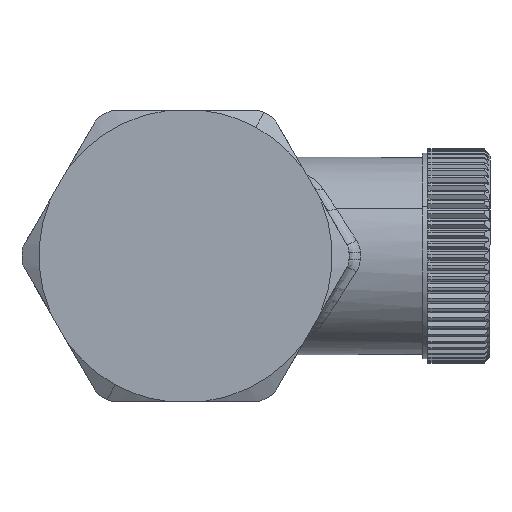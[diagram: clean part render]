
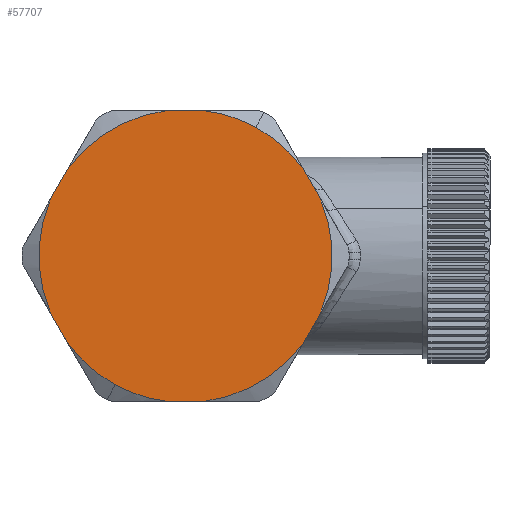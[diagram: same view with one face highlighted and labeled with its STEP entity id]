
A CAD part, left-side view. The second image highlights one B-rep face of the part: STEP entity #57707.
In plain terms, the highlighted planar face has unit normal (-1, 0, 0).
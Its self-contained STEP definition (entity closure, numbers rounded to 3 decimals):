
#41309=CARTESIAN_POINT('Vertex',(-34.,1.609,12.9)) ;
#41312=CARTESIAN_POINT('Line Origine',(-34.,0.,12.9)) ;
#41316=CARTESIAN_POINT('Vertex',(-34.,-1.609,12.9)) ;
#41378=CARTESIAN_POINT('Vertex',(-34.,11.976,5.056)) ;
#41381=CARTESIAN_POINT('Line Origine',(-34.,11.172,6.45)) ;
#41385=CARTESIAN_POINT('Vertex',(-34.,10.367,7.844)) ;
#41438=CARTESIAN_POINT('Vertex',(-34.,10.367,-7.844)) ;
#41441=CARTESIAN_POINT('Line Origine',(-34.,11.172,-6.45)) ;
#41445=CARTESIAN_POINT('Vertex',(-34.,11.976,-5.056)) ;
#41497=CARTESIAN_POINT('Vertex',(-34.,-1.609,-12.9)) ;
#41500=CARTESIAN_POINT('Line Origine',(-34.,0.,-12.9)) ;
#41504=CARTESIAN_POINT('Vertex',(-34.,1.609,-12.9)) ;
#41532=CARTESIAN_POINT('Axis2P3D Location',(-34.,0.,0.)) ;
#41536=CARTESIAN_POINT('Vertex',(-34.,6.233,-11.409)) ;
#41551=CARTESIAN_POINT('Axis2P3D Location',(-34.,0.,0.)) ;
#41565=CARTESIAN_POINT('Axis2P3D Location',(-34.,0.,0.)) ;
#41579=CARTESIAN_POINT('Axis2P3D Location',(-34.,0.,0.)) ;
#41593=CARTESIAN_POINT('Axis2P3D Location',(-34.,0.,0.)) ;
#41597=CARTESIAN_POINT('Vertex',(-34.,-6.233,11.409)) ;
#57596=CARTESIAN_POINT('Axis2P3D Location',(-34.,0.,0.)) ;
#57600=CARTESIAN_POINT('Vertex',(-34.,-10.367,-7.844)) ;
#57644=CARTESIAN_POINT('Axis2P3D Location',(-34.,0.,0.)) ;
#57648=CARTESIAN_POINT('Vertex',(-34.,-10.367,7.844)) ;
#57667=CARTESIAN_POINT('Axis2P3D Location',(-34.,0.,13.)) ;
#57672=CARTESIAN_POINT('Line Origine',(-34.,-11.172,-6.45)) ;
#57676=CARTESIAN_POINT('Vertex',(-34.,-11.976,-5.056)) ;
#57679=CARTESIAN_POINT('Axis2P3D Location',(-34.,0.,0.)) ;
#57683=CARTESIAN_POINT('Vertex',(-34.,-11.976,5.056)) ;
#57686=CARTESIAN_POINT('Line Origine',(-34.,-11.172,6.45)) ;
#41313=DIRECTION('Vector Direction',(0.,-1.,0.)) ;
#41382=DIRECTION('Vector Direction',(0.,-0.5,0.866)) ;
#41442=DIRECTION('Vector Direction',(0.,-0.5,-0.866)) ;
#41501=DIRECTION('Vector Direction',(0.,1.,0.)) ;
#41533=DIRECTION('Axis2P3D Direction',(1.,0.,0.)) ;
#41552=DIRECTION('Axis2P3D Direction',(1.,0.,0.)) ;
#41566=DIRECTION('Axis2P3D Direction',(1.,0.,0.)) ;
#41580=DIRECTION('Axis2P3D Direction',(1.,0.,0.)) ;
#41594=DIRECTION('Axis2P3D Direction',(1.,0.,0.)) ;
#57597=DIRECTION('Axis2P3D Direction',(1.,0.,0.)) ;
#57645=DIRECTION('Axis2P3D Direction',(1.,0.,0.)) ;
#57668=DIRECTION('Axis2P3D Direction',(1.,0.,0.)) ;
#57669=DIRECTION('Axis2P3D XDirection',(0.,1.,0.)) ;
#57673=DIRECTION('Vector Direction',(0.,0.5,-0.866)) ;
#57680=DIRECTION('Axis2P3D Direction',(1.,0.,0.)) ;
#57687=DIRECTION('Vector Direction',(0.,0.5,0.866)) ;
#41534=AXIS2_PLACEMENT_3D('Circle Axis2P3D',#41532,#41533,$) ;
#41553=AXIS2_PLACEMENT_3D('Circle Axis2P3D',#41551,#41552,$) ;
#41567=AXIS2_PLACEMENT_3D('Circle Axis2P3D',#41565,#41566,$) ;
#41581=AXIS2_PLACEMENT_3D('Circle Axis2P3D',#41579,#41580,$) ;
#41595=AXIS2_PLACEMENT_3D('Circle Axis2P3D',#41593,#41594,$) ;
#57598=AXIS2_PLACEMENT_3D('Circle Axis2P3D',#57596,#57597,$) ;
#57646=AXIS2_PLACEMENT_3D('Circle Axis2P3D',#57644,#57645,$) ;
#57670=AXIS2_PLACEMENT_3D('Plane Axis2P3D',#57667,#57668,#57669) ;
#57681=AXIS2_PLACEMENT_3D('Circle Axis2P3D',#57679,#57680,$) ;
#57692=ORIENTED_EDGE('',*,*,#41538,.F.) ;
#57693=ORIENTED_EDGE('',*,*,#41506,.F.) ;
#57694=ORIENTED_EDGE('',*,*,#57602,.F.) ;
#57695=ORIENTED_EDGE('',*,*,#57678,.F.) ;
#57696=ORIENTED_EDGE('',*,*,#57685,.F.) ;
#57697=ORIENTED_EDGE('',*,*,#57690,.T.) ;
#57698=ORIENTED_EDGE('',*,*,#57650,.F.) ;
#57699=ORIENTED_EDGE('',*,*,#41599,.F.) ;
#57700=ORIENTED_EDGE('',*,*,#41318,.F.) ;
#57701=ORIENTED_EDGE('',*,*,#41583,.F.) ;
#57702=ORIENTED_EDGE('',*,*,#41387,.F.) ;
#57703=ORIENTED_EDGE('',*,*,#41569,.F.) ;
#57704=ORIENTED_EDGE('',*,*,#41447,.T.) ;
#57705=ORIENTED_EDGE('',*,*,#41555,.F.) ;
#41314=VECTOR('Line Direction',#41313,1.) ;
#41383=VECTOR('Line Direction',#41382,1.) ;
#41443=VECTOR('Line Direction',#41442,1.) ;
#41502=VECTOR('Line Direction',#41501,1.) ;
#57674=VECTOR('Line Direction',#57673,1.) ;
#57688=VECTOR('Line Direction',#57687,1.) ;
#57707=ADVANCED_FACE('PartBody',(#57706),#57671,.F.) ;
#41535=CIRCLE('generated circle',#41534,13.) ;
#41554=CIRCLE('generated circle',#41553,13.) ;
#41568=CIRCLE('generated circle',#41567,13.) ;
#41582=CIRCLE('generated circle',#41581,13.) ;
#41596=CIRCLE('generated circle',#41595,13.) ;
#57599=CIRCLE('generated circle',#57598,13.) ;
#57647=CIRCLE('generated circle',#57646,13.) ;
#57682=CIRCLE('generated circle',#57681,13.) ;
#41318=EDGE_CURVE('',#41310,#41317,#41315,.T.) ;
#41387=EDGE_CURVE('',#41379,#41386,#41384,.T.) ;
#41447=EDGE_CURVE('',#41446,#41439,#41444,.T.) ;
#41506=EDGE_CURVE('',#41498,#41505,#41503,.T.) ;
#41538=EDGE_CURVE('',#41505,#41537,#41535,.T.) ;
#41555=EDGE_CURVE('',#41537,#41439,#41554,.T.) ;
#41569=EDGE_CURVE('',#41446,#41379,#41568,.T.) ;
#41583=EDGE_CURVE('',#41386,#41310,#41582,.T.) ;
#41599=EDGE_CURVE('',#41317,#41598,#41596,.T.) ;
#57602=EDGE_CURVE('',#57601,#41498,#57599,.T.) ;
#57650=EDGE_CURVE('',#41598,#57649,#57647,.T.) ;
#57678=EDGE_CURVE('',#57677,#57601,#57675,.T.) ;
#57685=EDGE_CURVE('',#57684,#57677,#57682,.T.) ;
#57690=EDGE_CURVE('',#57684,#57649,#57689,.T.) ;
#57691=EDGE_LOOP('',(#57692,#57693,#57694,#57695,#57696,#57697,#57698,#57699,#57700,#57701,#57702,#57703,#57704,#57705)) ;
#57706=FACE_OUTER_BOUND('',#57691,.T.) ;
#41315=LINE('Line',#41312,#41314) ;
#41384=LINE('Line',#41381,#41383) ;
#41444=LINE('Line',#41441,#41443) ;
#41503=LINE('Line',#41500,#41502) ;
#57675=LINE('Line',#57672,#57674) ;
#57689=LINE('Line',#57686,#57688) ;
#57671=PLANE('',#57670) ;
#41310=VERTEX_POINT('',#41309) ;
#41317=VERTEX_POINT('',#41316) ;
#41379=VERTEX_POINT('',#41378) ;
#41386=VERTEX_POINT('',#41385) ;
#41439=VERTEX_POINT('',#41438) ;
#41446=VERTEX_POINT('',#41445) ;
#41498=VERTEX_POINT('',#41497) ;
#41505=VERTEX_POINT('',#41504) ;
#41537=VERTEX_POINT('',#41536) ;
#41598=VERTEX_POINT('',#41597) ;
#57601=VERTEX_POINT('',#57600) ;
#57649=VERTEX_POINT('',#57648) ;
#57677=VERTEX_POINT('',#57676) ;
#57684=VERTEX_POINT('',#57683) ;
